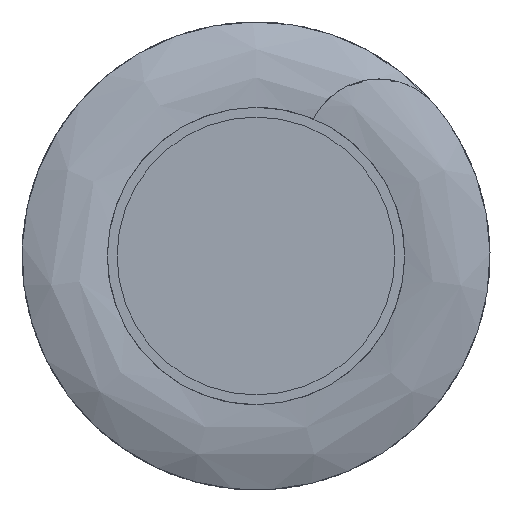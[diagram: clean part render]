
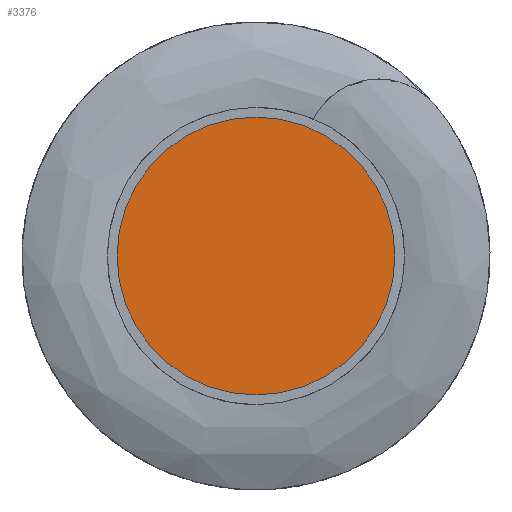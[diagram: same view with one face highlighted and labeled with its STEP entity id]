
A CAD part, left-side view. The second image highlights one B-rep face of the part: STEP entity #3376.
In plain terms, the highlighted planar face has unit normal (-1, 0, 0).
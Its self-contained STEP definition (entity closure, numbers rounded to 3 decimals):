
#136 = ORIENTED_EDGE ( 'NONE', *, *, #7488, .F. ) ;
#201 = EDGE_LOOP ( 'NONE', ( #136, #3751 ) ) ;
#1053 = CARTESIAN_POINT ( 'NONE',  ( -250., 0., 0. ) ) ;
#1523 = DIRECTION ( 'NONE',  ( 0., 0., -1. ) ) ;
#1642 = DIRECTION ( 'NONE',  ( 0., 0., -1. ) ) ;
#1816 = VERTEX_POINT ( 'NONE', #4119 ) ;
#1877 = AXIS2_PLACEMENT_3D ( 'NONE', #5637, #3678, #6391 ) ;
#2377 = CARTESIAN_POINT ( 'NONE',  ( -250., 0., -28.487 ) ) ;
#2394 = CIRCLE ( 'NONE', #2666, 28.487 ) ;
#2647 = VERTEX_POINT ( 'NONE', #2377 ) ;
#2666 = AXIS2_PLACEMENT_3D ( 'NONE', #7159, #7826, #1523 ) ;
#3376 = ADVANCED_FACE ( 'NONE', ( #5016 ), #6349, .F. ) ;
#3478 = CIRCLE ( 'NONE', #4550, 28.487 ) ;
#3678 = DIRECTION ( 'NONE',  ( 1., 0., 0. ) ) ;
#3751 = ORIENTED_EDGE ( 'NONE', *, *, #4996, .F. ) ;
#4119 = CARTESIAN_POINT ( 'NONE',  ( -250., 0., 28.487 ) ) ;
#4550 = AXIS2_PLACEMENT_3D ( 'NONE', #1053, #6070, #1642 ) ;
#4996 = EDGE_CURVE ( 'NONE', #2647, #1816, #3478, .T. ) ;
#5016 = FACE_OUTER_BOUND ( 'NONE', #201, .T. ) ;
#5637 = CARTESIAN_POINT ( 'NONE',  ( -250., 0., 0. ) ) ;
#6070 = DIRECTION ( 'NONE',  ( 1., 0., 0. ) ) ;
#6349 = PLANE ( 'NONE',  #1877 ) ;
#6391 = DIRECTION ( 'NONE',  ( 0., 0., -1. ) ) ;
#7159 = CARTESIAN_POINT ( 'NONE',  ( -250., 0., 0. ) ) ;
#7488 = EDGE_CURVE ( 'NONE', #1816, #2647, #2394, .T. ) ;
#7826 = DIRECTION ( 'NONE',  ( 1., 0., 0. ) ) ;
